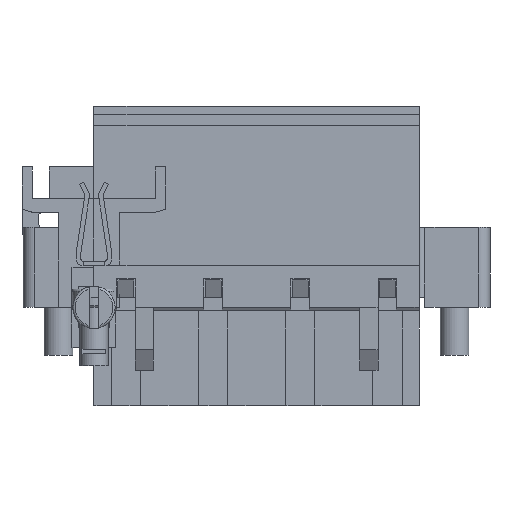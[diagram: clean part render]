
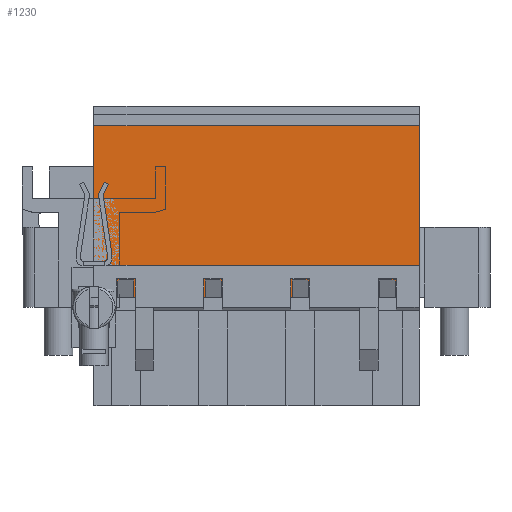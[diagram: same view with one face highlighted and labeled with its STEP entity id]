
A CAD part, front view. The second image highlights one B-rep face of the part: STEP entity #1230.
In plain terms, the highlighted planar face has unit normal (0, -1, 0).
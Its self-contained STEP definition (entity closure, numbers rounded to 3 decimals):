
#1230 = ADVANCED_FACE( '', ( #2736 ), #2737, .T. );
#2736 = FACE_OUTER_BOUND( '', #4518, .T. );
#2737 = PLANE( '', #4519 );
#4518 = EDGE_LOOP( '', ( #8229, #8230, #8231, #8232, #8233, #8234, #8235, #8236, #8237, #8238, #8239, #8240, #8241, #8242, #8243, #8244, #8245, #8246, #8247, #8248 ) );
#4519 = AXIS2_PLACEMENT_3D( '', #8249, #8250, #8251 );
#8229 = ORIENTED_EDGE( '', *, *, #10555, .T. );
#8230 = ORIENTED_EDGE( '', *, *, #10562, .T. );
#8231 = ORIENTED_EDGE( '', *, *, #11648, .F. );
#8232 = ORIENTED_EDGE( '', *, *, #11475, .T. );
#8233 = ORIENTED_EDGE( '', *, *, #11930, .F. );
#8234 = ORIENTED_EDGE( '', *, *, #11931, .F. );
#8235 = ORIENTED_EDGE( '', *, *, #11647, .F. );
#8236 = ORIENTED_EDGE( '', *, *, #11932, .T. );
#8237 = ORIENTED_EDGE( '', *, *, #11744, .T. );
#8238 = ORIENTED_EDGE( '', *, *, #11933, .F. );
#8239 = ORIENTED_EDGE( '', *, *, #11651, .F. );
#8240 = ORIENTED_EDGE( '', *, *, #10901, .F. );
#8241 = ORIENTED_EDGE( '', *, *, #11934, .T. );
#8242 = ORIENTED_EDGE( '', *, *, #11439, .T. );
#8243 = ORIENTED_EDGE( '', *, *, #11650, .F. );
#8244 = ORIENTED_EDGE( '', *, *, #11935, .F. );
#8245 = ORIENTED_EDGE( '', *, *, #11424, .T. );
#8246 = ORIENTED_EDGE( '', *, *, #11936, .T. );
#8247 = ORIENTED_EDGE( '', *, *, #11649, .F. );
#8248 = ORIENTED_EDGE( '', *, *, #11937, .F. );
#8249 = CARTESIAN_POINT( '', ( 28.46, 0., 0. ) );
#8250 = DIRECTION( '', ( 0., -1., 0. ) );
#8251 = DIRECTION( '', ( 0., 0., -1. ) );
#10555 = EDGE_CURVE( '', #12673, #12671, #12674, .T. );
#10562 = EDGE_CURVE( '', #12671, #12683, #12684, .T. );
#10901 = EDGE_CURVE( '', #13274, #13275, #13276, .T. );
#11424 = EDGE_CURVE( '', #14117, #14115, #14118, .T. );
#11439 = EDGE_CURVE( '', #14140, #14063, #14141, .T. );
#11475 = EDGE_CURVE( '', #13186, #14192, #14194, .T. );
#11647 = EDGE_CURVE( '', #14446, #13188, #14448, .T. );
#11648 = EDGE_CURVE( '', #13186, #12683, #14449, .T. );
#11649 = EDGE_CURVE( '', #13693, #13931, #14450, .T. );
#11650 = EDGE_CURVE( '', #13930, #14063, #14451, .T. );
#11651 = EDGE_CURVE( '', #13275, #14452, #14453, .T. );
#11744 = EDGE_CURVE( '', #14585, #14582, #14586, .T. );
#11930 = EDGE_CURVE( '', #14836, #14192, #14837, .T. );
#11931 = EDGE_CURVE( '', #13188, #14836, #14838, .T. );
#11932 = EDGE_CURVE( '', #14446, #14585, #14839, .T. );
#11933 = EDGE_CURVE( '', #14452, #14582, #14840, .T. );
#11934 = EDGE_CURVE( '', #13274, #14140, #14841, .T. );
#11935 = EDGE_CURVE( '', #14117, #13930, #14842, .T. );
#11936 = EDGE_CURVE( '', #14115, #13931, #14843, .T. );
#11937 = EDGE_CURVE( '', #12673, #13693, #14844, .T. );
#12671 = VERTEX_POINT( '', #15764 );
#12673 = VERTEX_POINT( '', #15767 );
#12674 = LINE( '', #15768, #15769 );
#12683 = VERTEX_POINT( '', #15780 );
#12684 = LINE( '', #15781, #15782 );
#13186 = VERTEX_POINT( '', #16490 );
#13188 = VERTEX_POINT( '', #16493 );
#13274 = VERTEX_POINT( '', #16612 );
#13275 = VERTEX_POINT( '', #16613 );
#13276 = LINE( '', #16614, #16615 );
#13693 = VERTEX_POINT( '', #17214 );
#13930 = VERTEX_POINT( '', #17568 );
#13931 = VERTEX_POINT( '', #17569 );
#14063 = VERTEX_POINT( '', #17757 );
#14115 = VERTEX_POINT( '', #17834 );
#14117 = VERTEX_POINT( '', #17837 );
#14118 = LINE( '', #17838, #17839 );
#14140 = VERTEX_POINT( '', #17871 );
#14141 = LINE( '', #17872, #17873 );
#14192 = VERTEX_POINT( '', #17950 );
#14194 = LINE( '', #17953, #17954 );
#14446 = VERTEX_POINT( '', #18332 );
#14448 = LINE( '', #18335, #18336 );
#14449 = LINE( '', #18337, #18338 );
#14450 = LINE( '', #18339, #18340 );
#14451 = LINE( '', #18341, #18342 );
#14452 = VERTEX_POINT( '', #18343 );
#14453 = LINE( '', #18344, #18345 );
#14582 = VERTEX_POINT( '', #18546 );
#14585 = VERTEX_POINT( '', #18550 );
#14586 = LINE( '', #18551, #18552 );
#14836 = VERTEX_POINT( '', #18929 );
#14837 = LINE( '', #18930, #18931 );
#14838 = LINE( '', #18932, #18933 );
#14839 = LINE( '', #18934, #18935 );
#14840 = LINE( '', #18936, #18937 );
#14841 = LINE( '', #18938, #18939 );
#14842 = LINE( '', #18940, #18941 );
#14843 = LINE( '', #18942, #18943 );
#14844 = LINE( '', #18944, #18945 );
#15764 = CARTESIAN_POINT( '', ( 18.74, 0., 2.4 ) );
#15767 = CARTESIAN_POINT( '', ( 17.34, 0., 2.4 ) );
#15768 = CARTESIAN_POINT( '', ( 17.34, 0., 2.4 ) );
#15769 = VECTOR( '', #19897, 1000. );
#15780 = CARTESIAN_POINT( '', ( 18.74, 0., 0.9 ) );
#15781 = CARTESIAN_POINT( '', ( 18.74, 0., 2.4 ) );
#15782 = VECTOR( '', #19906, 1000. );
#16490 = CARTESIAN_POINT( '', ( 24.96, 0., 0.9 ) );
#16493 = CARTESIAN_POINT( '', ( 26.36, 0., 0.9 ) );
#16612 = CARTESIAN_POINT( '', ( 2.1, 0., 2.4 ) );
#16613 = CARTESIAN_POINT( '', ( 2.1, 0., 0.9 ) );
#16614 = CARTESIAN_POINT( '', ( 2.1, 0., 2.4 ) );
#16615 = VECTOR( '', #20266, 1000. );
#17214 = CARTESIAN_POINT( '', ( 17.34, 0., 0.9 ) );
#17568 = CARTESIAN_POINT( '', ( 9.72, 0., 0.9 ) );
#17569 = CARTESIAN_POINT( '', ( 11.12, 0., 0.9 ) );
#17757 = CARTESIAN_POINT( '', ( 3.5, 0., 0.9 ) );
#17834 = CARTESIAN_POINT( '', ( 11.12, 0., 2.4 ) );
#17837 = CARTESIAN_POINT( '', ( 9.72, 0., 2.4 ) );
#17838 = CARTESIAN_POINT( '', ( 9.72, 0., 2.4 ) );
#17839 = VECTOR( '', #20772, 1000. );
#17871 = CARTESIAN_POINT( '', ( 3.5, 0., 2.4 ) );
#17872 = CARTESIAN_POINT( '', ( 3.5, 0., 2.4 ) );
#17873 = VECTOR( '', #20783, 1000. );
#17950 = CARTESIAN_POINT( '', ( 24.96, 0., 2.4 ) );
#17953 = CARTESIAN_POINT( '', ( 24.96, 0., 0.9 ) );
#17954 = VECTOR( '', #20811, 1000. );
#18332 = CARTESIAN_POINT( '', ( 28.46, 0., 0.9 ) );
#18335 = CARTESIAN_POINT( '', ( 28.96, 0., 0.9 ) );
#18336 = VECTOR( '', #20966, 1000. );
#18337 = CARTESIAN_POINT( '', ( 28.96, 0., 0.9 ) );
#18338 = VECTOR( '', #20967, 1000. );
#18339 = CARTESIAN_POINT( '', ( 28.96, 0., 0.9 ) );
#18340 = VECTOR( '', #20968, 1000. );
#18341 = CARTESIAN_POINT( '', ( 28.96, 0., 0.9 ) );
#18342 = VECTOR( '', #20969, 1000. );
#18343 = CARTESIAN_POINT( '', ( 0., 0., 0.9 ) );
#18344 = CARTESIAN_POINT( '', ( 28.96, 0., 0.9 ) );
#18345 = VECTOR( '', #20970, 1000. );
#18546 = CARTESIAN_POINT( '', ( 0., 0., 15.9 ) );
#18550 = CARTESIAN_POINT( '', ( 28.46, 0., 15.9 ) );
#18551 = CARTESIAN_POINT( '', ( 28.46, 0., 15.9 ) );
#18552 = VECTOR( '', #21046, 1000. );
#18929 = CARTESIAN_POINT( '', ( 26.36, 0., 2.4 ) );
#18930 = CARTESIAN_POINT( '', ( 26.36, 0., 2.4 ) );
#18931 = VECTOR( '', #21204, 1000. );
#18932 = CARTESIAN_POINT( '', ( 26.36, 0., 0.9 ) );
#18933 = VECTOR( '', #21205, 1000. );
#18934 = CARTESIAN_POINT( '', ( 28.46, 0., 0. ) );
#18935 = VECTOR( '', #21206, 1000. );
#18936 = CARTESIAN_POINT( '', ( 0., 0., 0. ) );
#18937 = VECTOR( '', #21207, 1000. );
#18938 = CARTESIAN_POINT( '', ( 2.1, 0., 2.4 ) );
#18939 = VECTOR( '', #21208, 1000. );
#18940 = CARTESIAN_POINT( '', ( 9.72, 0., 2.4 ) );
#18941 = VECTOR( '', #21209, 1000. );
#18942 = CARTESIAN_POINT( '', ( 11.12, 0., 2.4 ) );
#18943 = VECTOR( '', #21210, 1000. );
#18944 = CARTESIAN_POINT( '', ( 17.34, 0., 2.4 ) );
#18945 = VECTOR( '', #21211, 1000. );
#19897 = DIRECTION( '', ( 1., 0., 0. ) );
#19906 = DIRECTION( '', ( 0., 0., -1. ) );
#20266 = DIRECTION( '', ( 0., 0., -1. ) );
#20772 = DIRECTION( '', ( 1., 0., 0. ) );
#20783 = DIRECTION( '', ( 0., 0., -1. ) );
#20811 = DIRECTION( '', ( 0., 0., 1. ) );
#20966 = DIRECTION( '', ( -1., 0., 0. ) );
#20967 = DIRECTION( '', ( -1., 0., 0. ) );
#20968 = DIRECTION( '', ( -1., 0., 0. ) );
#20969 = DIRECTION( '', ( -1., 0., 0. ) );
#20970 = DIRECTION( '', ( -1., 0., 0. ) );
#21046 = DIRECTION( '', ( -1., 0., 0. ) );
#21204 = DIRECTION( '', ( -1., 0., 0. ) );
#21205 = DIRECTION( '', ( 0., 0., 1. ) );
#21206 = DIRECTION( '', ( 0., 0., 1. ) );
#21207 = DIRECTION( '', ( 0., 0., 1. ) );
#21208 = DIRECTION( '', ( 1., 0., 0. ) );
#21209 = DIRECTION( '', ( 0., 0., -1. ) );
#21210 = DIRECTION( '', ( 0., 0., -1. ) );
#21211 = DIRECTION( '', ( 0., 0., -1. ) );
